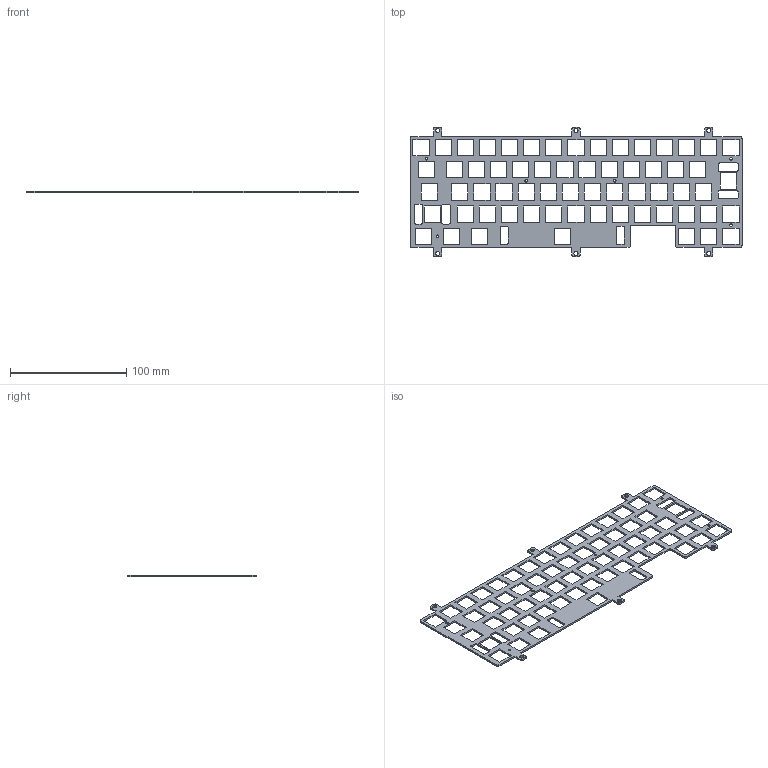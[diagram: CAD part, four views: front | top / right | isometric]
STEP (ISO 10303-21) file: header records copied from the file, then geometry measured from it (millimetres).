
FILE_DESCRIPTION(/* description */ (''),/* implementation_level */ '2;1');
FILE_NAME(/* name */ 'Plate.step',/* time_stamp */ '2020-06-14T11:55:53+08:00',/* author */ (''),/* organization */ (''),/* preprocessor_version */ 'ST-DEVELOPER v18.1',/* originating_system */ 'Autodesk Translation Framework v9.3.0.1241',/* authorisation */ '');
FILE_SCHEMA (('AUTOMOTIVE_DESIGN { 1 0 10303 214 3 1 1 }'));
Length unit declared in the file: millimetre
Products named in the file (1): (未保存)
Bounding box: 285.75 x 111.84 x 1.5 mm (x, y, z)
Volume: 20546.6 mm3; surface area: 34585.4 mm2
Topology: 1 solids, 1 shells, 368 faces, 1098 edges, 732 vertices
Faces by surface type: plane 312, bspline 56
Entity records: 13227 total; most frequent: CARTESIAN_POINT 3359, ORIENTED_EDGE 2196, DIRECTION 1612, EDGE_CURVE 1098, LINE 986, VECTOR 986, VERTEX_POINT 732, EDGE_LOOP 530
